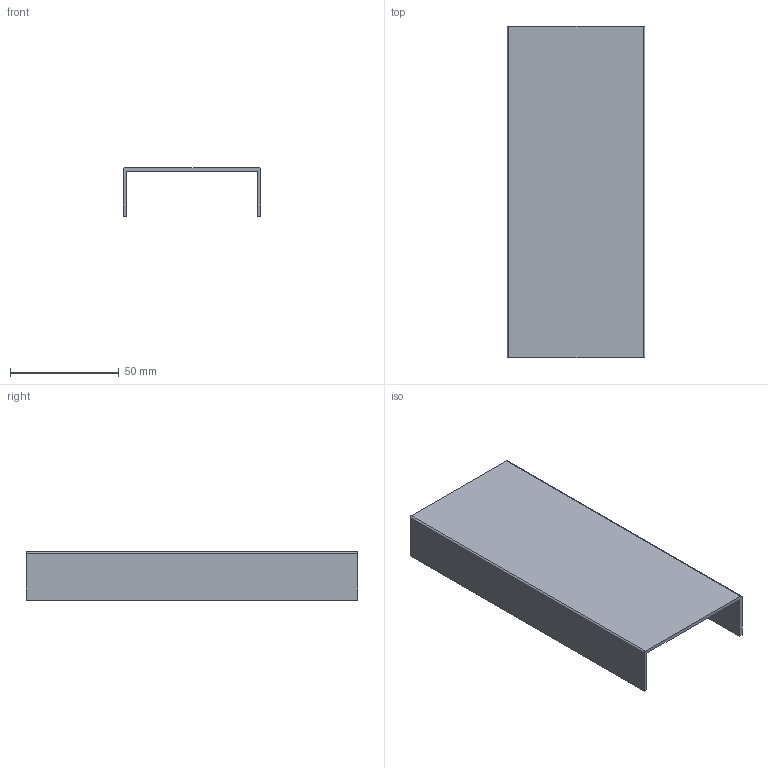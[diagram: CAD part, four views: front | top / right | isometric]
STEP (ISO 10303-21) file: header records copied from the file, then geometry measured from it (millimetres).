
FILE_DESCRIPTION((''),'2;1');
FILE_NAME('SG1309.STP', '2021-02-11T15:07:05',(''), (''), 'KCM Version 2.0.6974.6974', 'KeyCreator Pro', '');
FILE_SCHEMA(('AUTOMOTIVE_DESIGN'));
Length unit declared in the file: inch
Bounding box: 63.37 x 152.4 x 22.23 mm (x, y, z)
Volume: 24296.8 mm3; surface area: 32619.1 mm2
Topology: 1 solids, 1 shells, 12 faces, 30 edges, 20 vertices
Faces by surface type: plane 10, cylinder 2
Entity records: 383 total; most frequent: CARTESIAN_POINT 63, DIRECTION 60, ORIENTED_EDGE 60, EDGE_CURVE 30, VECTOR 26, LINE 26, VERTEX_POINT 20, AXIS2_PLACEMENT_3D 17
